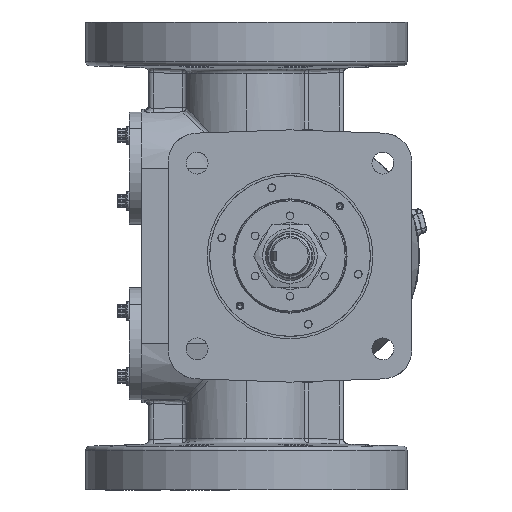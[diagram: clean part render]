
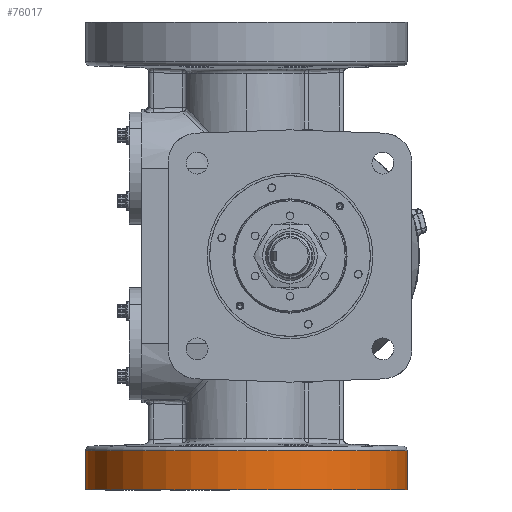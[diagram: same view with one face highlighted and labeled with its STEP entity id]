
A CAD part, left-side view. The second image highlights one B-rep face of the part: STEP entity #76017.
In plain terms, the highlighted cylindrical face has radius 104.775 mm (diameter 209.55 mm), a partial arc.
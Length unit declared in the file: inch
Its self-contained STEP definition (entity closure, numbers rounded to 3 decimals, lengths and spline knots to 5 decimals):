
#1636 = EDGE_LOOP ( 'NONE', ( #20654, #86351, #62643, #99243 ) ) ;
#6565 = CARTESIAN_POINT ( 'NONE',  ( -2., 5.245, -11.51282 ) ) ;
#13158 = AXIS2_PLACEMENT_3D ( 'NONE', #82455, #123063, #93106 ) ;
#16732 = VECTOR ( 'NONE', #109359, 39.37008 ) ;
#19009 = AXIS2_PLACEMENT_3D ( 'NONE', #77636, #88258, #29937 ) ;
#20654 = ORIENTED_EDGE ( 'NONE', *, *, #78762, .F. ) ;
#28816 = CIRCLE ( 'NONE', #13158, 4.125 ) ;
#29937 = DIRECTION ( 'NONE',  ( 0., -1., 0. ) ) ;
#32229 = CARTESIAN_POINT ( 'NONE',  ( -2., 1.12, -11.51282 ) ) ;
#36472 = VERTEX_POINT ( 'NONE', #65288 ) ;
#45025 = CYLINDRICAL_SURFACE ( 'NONE', #53779, 4.125 ) ;
#50161 = CARTESIAN_POINT ( 'NONE',  ( -2., -3.005, -4.99588 ) ) ;
#53779 = AXIS2_PLACEMENT_3D ( 'NONE', #32229, #72236, #111959 ) ;
#58694 = FACE_OUTER_BOUND ( 'NONE', #1636, .T. ) ;
#62643 = ORIENTED_EDGE ( 'NONE', *, *, #90208, .T. ) ;
#65288 = CARTESIAN_POINT ( 'NONE',  ( -2., 5.245, -6. ) ) ;
#72236 = DIRECTION ( 'NONE',  ( 0., 0., -1. ) ) ;
#75007 = CIRCLE ( 'NONE', #19009, 4.125 ) ;
#76017 = ADVANCED_FACE ( 'Defeatured_0_1407', ( #58694 ), #45025, .T. ) ;
#77636 = CARTESIAN_POINT ( 'NONE',  ( -2., 1.12, -4.99588 ) ) ;
#78762 = EDGE_CURVE ( 'NONE', #83554, #83332, #88352, .T. ) ;
#78953 = VERTEX_POINT ( 'NONE', #112754 ) ;
#82455 = CARTESIAN_POINT ( 'NONE',  ( -2., 1.12, -6. ) ) ;
#83332 = VERTEX_POINT ( 'NONE', #104311 ) ;
#83554 = VERTEX_POINT ( 'NONE', #50161 ) ;
#84923 = LINE ( 'NONE', #6565, #104798 ) ;
#86351 = ORIENTED_EDGE ( 'NONE', *, *, #86989, .T. ) ;
#86989 = EDGE_CURVE ( 'Defeatured_0_1407+Defeatured_0_1232+Defeatured_0_1232+Defeatured_0_1232', #83554, #78953, #75007, .T. ) ;
#88258 = DIRECTION ( 'NONE',  ( 0., 0., -1. ) ) ;
#88352 = LINE ( 'NONE', #110631, #16732 ) ;
#90208 = EDGE_CURVE ( 'NONE', #78953, #36472, #84923, .T. ) ;
#93106 = DIRECTION ( 'NONE',  ( 0., -1., 0. ) ) ;
#99243 = ORIENTED_EDGE ( 'NONE', *, *, #107075, .F. ) ;
#104311 = CARTESIAN_POINT ( 'NONE',  ( -2., -3.005, -6. ) ) ;
#104798 = VECTOR ( 'NONE', #123851, 39.37008 ) ;
#107075 = EDGE_CURVE ( 'Defeatured_0_1096+Defeatured_0_1407+Defeatured_0_1407+Defeatured_0_1407', #83332, #36472, #28816, .T. ) ;
#109359 = DIRECTION ( 'NONE',  ( 0., 0., -1. ) ) ;
#110631 = CARTESIAN_POINT ( 'NONE',  ( -2., -3.005, -11.51282 ) ) ;
#111959 = DIRECTION ( 'NONE',  ( 0., 1., 0. ) ) ;
#112754 = CARTESIAN_POINT ( 'NONE',  ( -2., 5.245, -4.99588 ) ) ;
#123063 = DIRECTION ( 'NONE',  ( 0., 0., -1. ) ) ;
#123851 = DIRECTION ( 'NONE',  ( 0., 0., -1. ) ) ;
